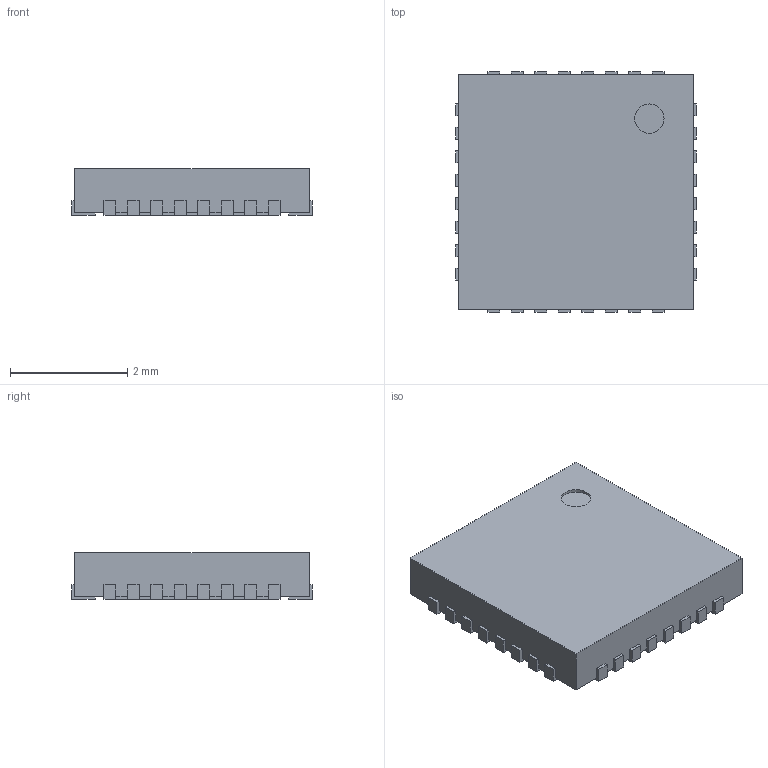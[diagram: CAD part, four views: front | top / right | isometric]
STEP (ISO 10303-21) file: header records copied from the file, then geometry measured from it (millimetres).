
FILE_DESCRIPTION(/* description */ ('STEP AP214'),/* implementation_level */ '2;1');
FILE_NAME(/* name */ '60087754c47e22144655e364',/* time_stamp */ '2021-01-20T18:32:53+00:00',/* author */ (''),/* organization */ (''),/* preprocessor_version */ 'ST-DEVELOPER v18.1',/* originating_system */ ' ',/* authorisation */ ' ');
FILE_SCHEMA (('AUTOMOTIVE_DESIGN {1 0 10303 214 3 1 1}'));
Length unit declared in the file: metre
Products named in the file (1): Part 1
Bounding box: 4.1 x 4.1 x 0.8 mm (x, y, z)
Volume: 12.6 mm3; surface area: 47.8 mm2
Topology: 1 solids, 1 shells, 206 faces, 606 edges, 404 vertices
Faces by surface type: plane 205, cylinder 1
Full cylindrical faces by diameter (mm): 0.5 x1
Entity records: 8181 total; most frequent: CARTESIAN_POINT 1216, ORIENTED_EDGE 1210, DIRECTION 1021, EDGE_CURVE 605, LINE 603, VECTOR 603, VERTEX_POINT 404, EDGE_LOOP 209
